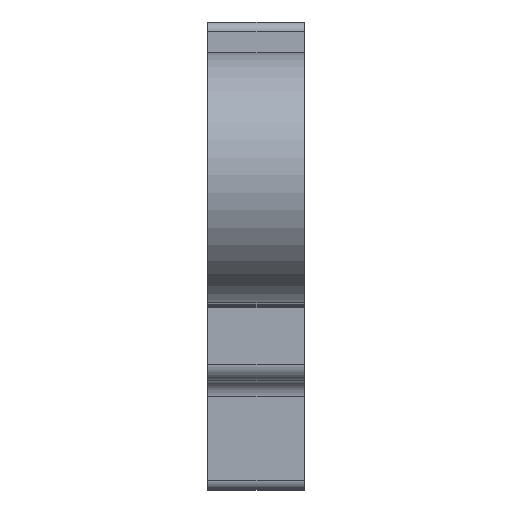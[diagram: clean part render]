
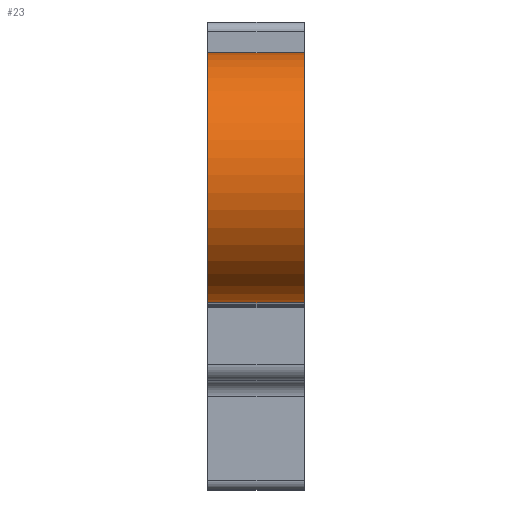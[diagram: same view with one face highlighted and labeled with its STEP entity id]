
A CAD part, top view. The second image highlights one B-rep face of the part: STEP entity #23.
In plain terms, the highlighted cylindrical face has radius 3.899 mm (diameter 7.798 mm), a partial arc.
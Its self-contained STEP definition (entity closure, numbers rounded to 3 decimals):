
#23=ADVANCED_FACE('',(#265),#4228,.T.);
#265=FACE_OUTER_BOUND('',#507,.T.);
#507=EDGE_LOOP('',(#768,#769,#770,#771));
#768=ORIENTED_EDGE('',*,*,#2205,.T.);
#769=ORIENTED_EDGE('',*,*,#2206,.T.);
#770=ORIENTED_EDGE('',*,*,#2207,.F.);
#771=ORIENTED_EDGE('',*,*,#2203,.F.);
#2203=EDGE_CURVE('',#3640,#3641,#3015,.T.);
#2205=EDGE_CURVE('',#3640,#3642,#3017,.T.);
#2206=EDGE_CURVE('',#3642,#3643,#3018,.T.);
#2207=EDGE_CURVE('',#3641,#3643,#3019,.T.);
#3015=(
BOUNDED_CURVE()
B_SPLINE_CURVE(1,(#5689,#5690),.UNSPECIFIED.,.F.,.F.)
B_SPLINE_CURVE_WITH_KNOTS((2,2),(0.,3.),.UNSPECIFIED.)
CURVE()
GEOMETRIC_REPRESENTATION_ITEM()
RATIONAL_B_SPLINE_CURVE((1.,1.))
REPRESENTATION_ITEM('')
);
#3017=(
BOUNDED_CURVE()
B_SPLINE_CURVE(2,(#5694,#5695,#5696,#5697,#5698),.UNSPECIFIED.,.F.,.F.)
B_SPLINE_CURVE_WITH_KNOTS((3,2,3),(-689.793,-683.668,
-677.544),.UNSPECIFIED.)
CURVE()
GEOMETRIC_REPRESENTATION_ITEM()
RATIONAL_B_SPLINE_CURVE((1.,0.707,1.,0.707,1.))
REPRESENTATION_ITEM('')
);
#3018=(
BOUNDED_CURVE()
B_SPLINE_CURVE(1,(#5699,#5700),.UNSPECIFIED.,.F.,.F.)
B_SPLINE_CURVE_WITH_KNOTS((2,2),(0.,3.),.UNSPECIFIED.)
CURVE()
GEOMETRIC_REPRESENTATION_ITEM()
RATIONAL_B_SPLINE_CURVE((1.,1.))
REPRESENTATION_ITEM('')
);
#3019=(
BOUNDED_CURVE()
B_SPLINE_CURVE(2,(#5701,#5702,#5703,#5704,#5705),.UNSPECIFIED.,.F.,.F.)
B_SPLINE_CURVE_WITH_KNOTS((3,2,3),(-689.793,-683.668,
-677.544),.UNSPECIFIED.)
CURVE()
GEOMETRIC_REPRESENTATION_ITEM()
RATIONAL_B_SPLINE_CURVE((1.,0.707,1.,0.707,1.))
REPRESENTATION_ITEM('')
);
#3640=VERTEX_POINT('',#5182);
#3641=VERTEX_POINT('',#5183);
#3642=VERTEX_POINT('',#5184);
#3643=VERTEX_POINT('',#5185);
#4228=CYLINDRICAL_SURFACE('',#4443,3.899);
#4443=AXIS2_PLACEMENT_3D('',#4933,#4688,$);
#4688=DIRECTION('',(1.,0.,0.));
#4933=CARTESIAN_POINT('',(46.5,267.28,79.072));
#5182=CARTESIAN_POINT('',(45.,271.179,79.072));
#5183=CARTESIAN_POINT('',(48.,271.179,79.072));
#5184=CARTESIAN_POINT('',(45.,263.381,79.072));
#5185=CARTESIAN_POINT('',(48.,263.381,79.072));
#5689=CARTESIAN_POINT('',(45.,271.179,79.072));
#5690=CARTESIAN_POINT('',(48.,271.179,79.072));
#5694=CARTESIAN_POINT('',(45.,271.179,79.072));
#5695=CARTESIAN_POINT('',(45.,271.179,82.971));
#5696=CARTESIAN_POINT('',(45.,267.28,82.971));
#5697=CARTESIAN_POINT('',(45.,263.381,82.971));
#5698=CARTESIAN_POINT('',(45.,263.381,79.072));
#5699=CARTESIAN_POINT('',(45.,263.381,79.072));
#5700=CARTESIAN_POINT('',(48.,263.381,79.072));
#5701=CARTESIAN_POINT('',(48.,271.179,79.072));
#5702=CARTESIAN_POINT('',(48.,271.179,82.971));
#5703=CARTESIAN_POINT('',(48.,267.28,82.971));
#5704=CARTESIAN_POINT('',(48.,263.381,82.971));
#5705=CARTESIAN_POINT('',(48.,263.381,79.072));
